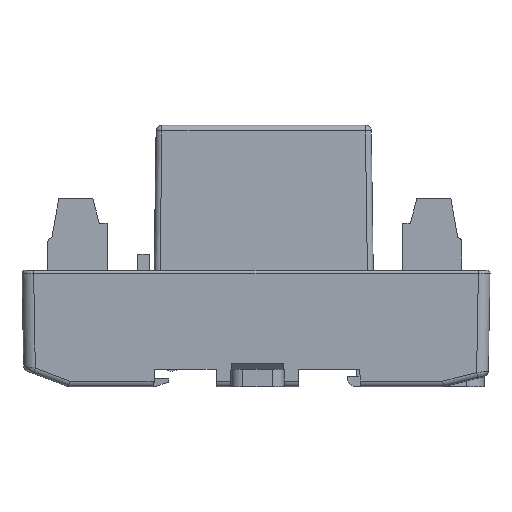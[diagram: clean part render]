
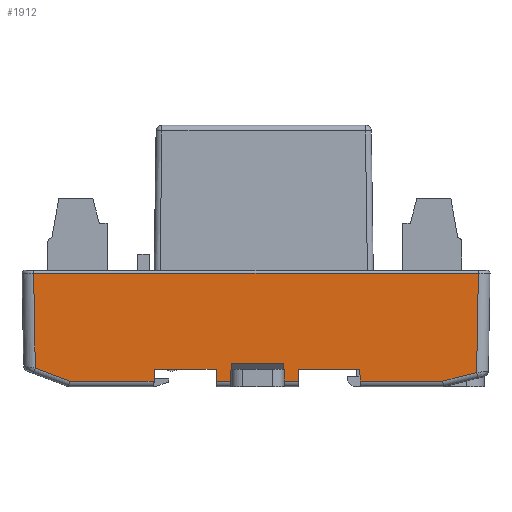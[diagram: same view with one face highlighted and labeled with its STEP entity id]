
A CAD part, left-side view. The second image highlights one B-rep face of the part: STEP entity #1912.
In plain terms, the highlighted planar face has unit normal (-1, 0, -0.018).
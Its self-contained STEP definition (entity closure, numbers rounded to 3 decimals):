
#1355=FACE_OUTER_BOUND('',#3481,.T.);
#1912=ADVANCED_FACE('',(#1355),#2477,.T.);
#2477=PLANE('',#12225);
#3481=EDGE_LOOP('',(#4894,#4895,#4896,#4897,#4898,#4899,#4900,#4901,#4902,
#4903,#4904,#4905,#4906,#4907,#4908,#4909,#4910,#4911));
#4894=ORIENTED_EDGE('',*,*,#8665,.T.);
#4895=ORIENTED_EDGE('',*,*,#8666,.T.);
#4896=ORIENTED_EDGE('',*,*,#8667,.T.);
#4897=ORIENTED_EDGE('',*,*,#8615,.T.);
#4898=ORIENTED_EDGE('',*,*,#8613,.T.);
#4899=ORIENTED_EDGE('',*,*,#8611,.F.);
#4900=ORIENTED_EDGE('',*,*,#8649,.F.);
#4901=ORIENTED_EDGE('',*,*,#8650,.F.);
#4902=ORIENTED_EDGE('',*,*,#8608,.T.);
#4903=ORIENTED_EDGE('',*,*,#8451,.T.);
#4904=ORIENTED_EDGE('',*,*,#8607,.T.);
#4905=ORIENTED_EDGE('',*,*,#8462,.T.);
#4906=ORIENTED_EDGE('',*,*,#8622,.T.);
#4907=ORIENTED_EDGE('',*,*,#8657,.T.);
#4908=ORIENTED_EDGE('',*,*,#8633,.F.);
#4909=ORIENTED_EDGE('',*,*,#8637,.F.);
#4910=ORIENTED_EDGE('',*,*,#8620,.T.);
#4911=ORIENTED_EDGE('',*,*,#8617,.T.);
#7376=VERTEX_POINT('',#16387);
#7377=VERTEX_POINT('',#16389);
#7385=VERTEX_POINT('',#16408);
#7386=VERTEX_POINT('',#16410);
#7476=VERTEX_POINT('',#16709);
#7477=VERTEX_POINT('',#16731);
#7478=VERTEX_POINT('',#16735);
#7479=VERTEX_POINT('',#16737);
#7480=VERTEX_POINT('',#16741);
#7481=VERTEX_POINT('',#16745);
#7482=VERTEX_POINT('',#16749);
#7483=VERTEX_POINT('',#16753);
#7484=VERTEX_POINT('',#16757);
#7491=VERTEX_POINT('',#16811);
#7492=VERTEX_POINT('',#16813);
#7499=VERTEX_POINT('',#16842);
#7505=VERTEX_POINT('',#16882);
#7506=VERTEX_POINT('',#16886);
#8451=EDGE_CURVE('',#7377,#7376,#9942,.T.);
#8462=EDGE_CURVE('',#7386,#7385,#9950,.T.);
#8607=EDGE_CURVE('',#7376,#7386,#10068,.T.);
#8608=EDGE_CURVE('',#7477,#7377,#10069,.T.);
#8611=EDGE_CURVE('',#7478,#7479,#10071,.T.);
#8613=EDGE_CURVE('',#7480,#7479,#10072,.T.);
#8615=EDGE_CURVE('',#7481,#7480,#10073,.T.);
#8617=EDGE_CURVE('',#7482,#7476,#10074,.T.);
#8620=EDGE_CURVE('',#7483,#7482,#10075,.T.);
#8622=EDGE_CURVE('',#7385,#7484,#10076,.T.);
#8633=EDGE_CURVE('',#7491,#7492,#10082,.T.);
#8637=EDGE_CURVE('',#7483,#7491,#10086,.T.);
#8649=EDGE_CURVE('',#7499,#7478,#10095,.T.);
#8650=EDGE_CURVE('',#7477,#7499,#10096,.T.);
#8657=EDGE_CURVE('',#7484,#7492,#10101,.T.);
#8665=EDGE_CURVE('',#7476,#7505,#10107,.T.);
#8666=EDGE_CURVE('',#7505,#7506,#10108,.T.);
#8667=EDGE_CURVE('',#7506,#7481,#10109,.T.);
#9942=LINE('',#16388,#11104);
#9950=LINE('',#16409,#11112);
#10068=LINE('',#16728,#11230);
#10069=LINE('',#16730,#11231);
#10071=LINE('',#16736,#11233);
#10072=LINE('',#16740,#11234);
#10073=LINE('',#16744,#11235);
#10074=LINE('',#16748,#11236);
#10075=LINE('',#16754,#11237);
#10076=LINE('',#16758,#11238);
#10082=LINE('',#16812,#11244);
#10086=LINE('',#16819,#11248);
#10095=LINE('',#16843,#11257);
#10096=LINE('',#16845,#11258);
#10101=LINE('',#16858,#11263);
#10107=LINE('',#16883,#11269);
#10108=LINE('',#16885,#11270);
#10109=LINE('',#16887,#11271);
#11104=VECTOR('',#13296,1.);
#11112=VECTOR('',#13312,1.);
#11230=VECTOR('',#13578,1.);
#11231=VECTOR('',#13581,1.);
#11233=VECTOR('',#13587,1.);
#11234=VECTOR('',#13592,1.);
#11235=VECTOR('',#13597,1.);
#11236=VECTOR('',#13602,1.);
#11237=VECTOR('',#13609,1.);
#11238=VECTOR('',#13614,1.);
#11244=VECTOR('',#13630,1.);
#11248=VECTOR('',#13636,1.);
#11257=VECTOR('',#13663,1.);
#11258=VECTOR('',#13666,1.);
#11263=VECTOR('',#13683,1.);
#11269=VECTOR('',#13695,1.);
#11270=VECTOR('',#13698,1.);
#11271=VECTOR('',#13699,1.);
#12225=AXIS2_PLACEMENT_3D('',#16888,#13700,#13701);
#13296=DIRECTION('',(-0.017,-0.035,0.999));
#13312=DIRECTION('',(0.017,-0.035,-0.999));
#13578=DIRECTION('',(0.,-1.,0.));
#13581=DIRECTION('',(0.,-1.,0.));
#13587=DIRECTION('',(0.017,0.017,-1.));
#13592=DIRECTION('',(0.,-1.,0.));
#13597=DIRECTION('',(0.006,-0.936,-0.351));
#13602=DIRECTION('',(-0.004,-0.97,0.243));
#13609=DIRECTION('',(0.,-1.,0.));
#13614=DIRECTION('',(0.,-1.,0.));
#13630=DIRECTION('',(0.,1.,0.));
#13636=DIRECTION('',(-0.017,0.017,1.));
#13663=DIRECTION('',(0.,1.,0.));
#13666=DIRECTION('',(-0.017,0.035,0.999));
#13683=DIRECTION('',(-0.017,-0.035,0.999));
#13695=DIRECTION('',(-0.017,-0.017,1.));
#13698=DIRECTION('',(0.,1.,0.));
#13699=DIRECTION('',(0.017,-0.017,-1.));
#13700=DIRECTION('',(-1.,0.,-0.017));
#13701=DIRECTION('',(-0.017,0.,1.));
#16387=CARTESIAN_POINT('',(312.758,44.057,-5.544));
#16388=CARTESIAN_POINT('',(312.477,43.494,10.587));
#16389=CARTESIAN_POINT('',(312.811,44.163,-8.562));
#16408=CARTESIAN_POINT('',(312.811,34.922,-8.562));
#16409=CARTESIAN_POINT('',(312.476,35.591,10.605));
#16410=CARTESIAN_POINT('',(312.758,35.027,-5.544));
#16709=CARTESIAN_POINT('',(312.786,1.897,-7.107));
#16728=CARTESIAN_POINT('',(312.758,34.992,-5.544));
#16730=CARTESIAN_POINT('',(312.811,39.8,-8.562));
#16731=CARTESIAN_POINT('',(312.811,46.576,-8.562));
#16735=CARTESIAN_POINT('',(312.776,57.283,-6.544));
#16736=CARTESIAN_POINT('',(312.474,56.981,10.758));
#16737=CARTESIAN_POINT('',(312.811,57.318,-8.562));
#16740=CARTESIAN_POINT('',(312.811,39.8,-8.562));
#16741=CARTESIAN_POINT('',(312.811,71.828,-8.562));
#16744=CARTESIAN_POINT('',(312.954,50.005,-16.745));
#16745=CARTESIAN_POINT('',(312.772,77.716,-6.354));
#16748=CARTESIAN_POINT('',(312.923,33.436,-14.992));
#16749=CARTESIAN_POINT('',(312.811,7.714,-8.562));
#16753=CARTESIAN_POINT('',(312.811,21.916,-8.562));
#16754=CARTESIAN_POINT('',(312.811,39.8,-8.562));
#16757=CARTESIAN_POINT('',(312.811,32.508,-8.562));
#16758=CARTESIAN_POINT('',(312.811,39.8,-8.562));
#16811=CARTESIAN_POINT('',(312.776,21.951,-6.544));
#16812=CARTESIAN_POINT('',(312.776,39.8,-6.544));
#16813=CARTESIAN_POINT('',(312.776,32.437,-6.544));
#16819=CARTESIAN_POINT('',(312.787,21.94,-7.173));
#16842=CARTESIAN_POINT('',(312.776,46.647,-6.544));
#16843=CARTESIAN_POINT('',(312.776,39.8,-6.544));
#16845=CARTESIAN_POINT('',(312.483,47.232,10.199));
#16858=CARTESIAN_POINT('',(312.831,32.548,-9.719));
#16882=CARTESIAN_POINT('',(312.488,1.6,9.947));
#16883=CARTESIAN_POINT('',(312.478,1.59,10.491));
#16885=CARTESIAN_POINT('',(312.488,78.01,9.947));
#16886=CARTESIAN_POINT('',(312.488,78.001,9.947));
#16887=CARTESIAN_POINT('',(312.491,77.998,9.792));
#16888=CARTESIAN_POINT('',(312.479,39.8,10.458));
